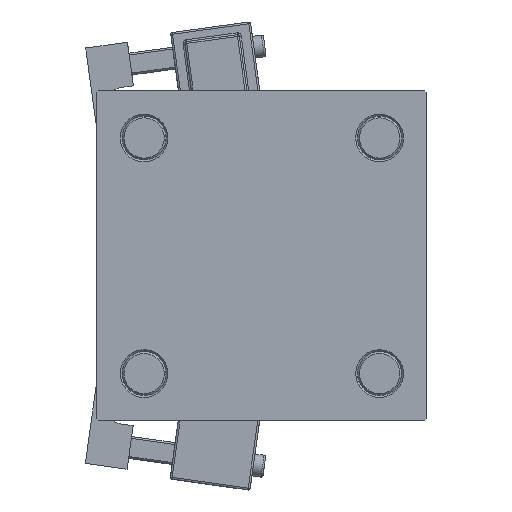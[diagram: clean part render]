
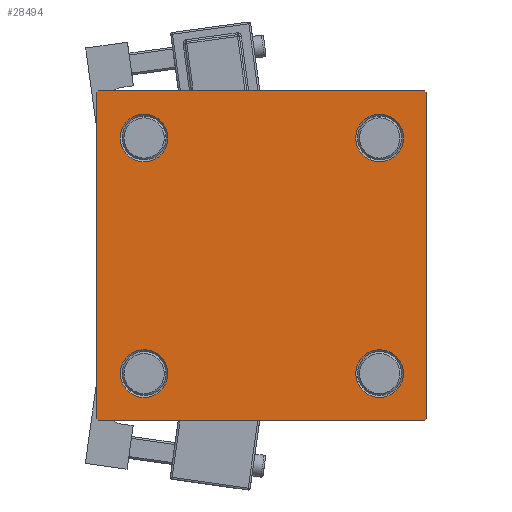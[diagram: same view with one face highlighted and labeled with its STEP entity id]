
A CAD part, left-side view. The second image highlights one B-rep face of the part: STEP entity #28494.
In plain terms, the highlighted planar face has unit normal (-1, 0, 0).
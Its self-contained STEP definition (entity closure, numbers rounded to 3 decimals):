
#38 = LINE ( 'NONE', #16069, #3383 ) ;
#153 = AXIS2_PLACEMENT_3D ( 'NONE', #37648, #18692, #17670 ) ;
#1300 = CARTESIAN_POINT ( 'NONE',  ( 0., -32.15, 25.65 ) ) ;
#1668 = VERTEX_POINT ( 'NONE', #12551 ) ;
#1941 = CARTESIAN_POINT ( 'NONE',  ( 0., 32.15, -38.65 ) ) ;
#1951 = PLANE ( 'NONE',  #39760 ) ;
#2151 = EDGE_CURVE ( 'NONE', #43530, #25198, #51084, .T. ) ;
#2452 = CARTESIAN_POINT ( 'NONE',  ( 0., -45., 45. ) ) ;
#2607 = CARTESIAN_POINT ( 'NONE',  ( 0., 32.15, -32.15 ) ) ;
#3383 = VECTOR ( 'NONE', #32094, 1000. ) ;
#3718 = ORIENTED_EDGE ( 'NONE', *, *, #6570, .T. ) ;
#4079 = DIRECTION ( 'NONE',  ( 1., 0., 0. ) ) ;
#4293 = DIRECTION ( 'NONE',  ( 1., 0., 0. ) ) ;
#4548 = CARTESIAN_POINT ( 'NONE',  ( 0., 32.15, 38.65 ) ) ;
#5125 = CARTESIAN_POINT ( 'NONE',  ( 0., 44.75, -44.75 ) ) ;
#5208 = CARTESIAN_POINT ( 'NONE',  ( 0., -32.15, -32.15 ) ) ;
#5891 = FACE_BOUND ( 'NONE', #21458, .T. ) ;
#6143 = DIRECTION ( 'NONE',  ( 0., 0., 1. ) ) ;
#6301 = DIRECTION ( 'NONE',  ( 0., -1., 0. ) ) ;
#6570 = EDGE_CURVE ( 'NONE', #51438, #48595, #21567, .T. ) ;
#6652 = EDGE_CURVE ( 'NONE', #51438, #46599, #38116, .T. ) ;
#6767 = CARTESIAN_POINT ( 'NONE',  ( 0., 32.15, 25.65 ) ) ;
#7176 = EDGE_LOOP ( 'NONE', ( #27391, #28081, #38888, #10006, #44299, #7617, #13721, #3718 ) ) ;
#7617 = ORIENTED_EDGE ( 'NONE', *, *, #40545, .T. ) ;
#7733 = ORIENTED_EDGE ( 'NONE', *, *, #23878, .T. ) ;
#8031 = VECTOR ( 'NONE', #10591, 1000. ) ;
#8180 = VECTOR ( 'NONE', #6301, 1000. ) ;
#8679 = VERTEX_POINT ( 'NONE', #46040 ) ;
#8869 = ORIENTED_EDGE ( 'NONE', *, *, #46669, .T. ) ;
#9978 = AXIS2_PLACEMENT_3D ( 'NONE', #38281, #10145, #33820 ) ;
#10006 = ORIENTED_EDGE ( 'NONE', *, *, #13067, .T. ) ;
#10145 = DIRECTION ( 'NONE',  ( 1., 0., 0. ) ) ;
#10591 = DIRECTION ( 'NONE',  ( 0., 0., -1. ) ) ;
#10605 = FACE_BOUND ( 'NONE', #43658, .T. ) ;
#10927 = ORIENTED_EDGE ( 'NONE', *, *, #39301, .T. ) ;
#11616 = EDGE_CURVE ( 'NONE', #43824, #51145, #36850, .T. ) ;
#12142 = CARTESIAN_POINT ( 'NONE',  ( 0., 45., 44.5 ) ) ;
#12207 = CIRCLE ( 'NONE', #39073, 6.5 ) ;
#12435 = DIRECTION ( 'NONE',  ( 0., 0., 1. ) ) ;
#12551 = CARTESIAN_POINT ( 'NONE',  ( 0., -32.15, -25.65 ) ) ;
#12618 = LINE ( 'NONE', #44175, #32758 ) ;
#12833 = CARTESIAN_POINT ( 'NONE',  ( 0., -44.5, 45. ) ) ;
#13067 = EDGE_CURVE ( 'NONE', #41512, #25198, #12618, .T. ) ;
#13089 = DIRECTION ( 'NONE',  ( 1., 0., 0. ) ) ;
#13721 = ORIENTED_EDGE ( 'NONE', *, *, #6652, .F. ) ;
#15112 = EDGE_CURVE ( 'NONE', #51145, #43824, #15290, .T. ) ;
#15290 = CIRCLE ( 'NONE', #43836, 6.5 ) ;
#16069 = CARTESIAN_POINT ( 'NONE',  ( 0., 45., -45. ) ) ;
#16671 = DIRECTION ( 'NONE',  ( 0., 0.707, 0.707 ) ) ;
#16682 = VERTEX_POINT ( 'NONE', #39516 ) ;
#17155 = CIRCLE ( 'NONE', #24724, 6.5 ) ;
#17193 = ORIENTED_EDGE ( 'NONE', *, *, #11616, .T. ) ;
#17355 = CIRCLE ( 'NONE', #40843, 6.5 ) ;
#17390 = CARTESIAN_POINT ( 'NONE',  ( 0., -32.15, 38.65 ) ) ;
#17644 = VERTEX_POINT ( 'NONE', #4548 ) ;
#17670 = DIRECTION ( 'NONE',  ( 0., 0., 1. ) ) ;
#18176 = CARTESIAN_POINT ( 'NONE',  ( 0., 44.5, -45. ) ) ;
#18532 = CARTESIAN_POINT ( 'NONE',  ( 0., 32.15, 32.15 ) ) ;
#18692 = DIRECTION ( 'NONE',  ( 1., 0., 0. ) ) ;
#20016 = EDGE_CURVE ( 'NONE', #8679, #22968, #25098, .T. ) ;
#20103 = DIRECTION ( 'NONE',  ( 0., 0., 1. ) ) ;
#20144 = VECTOR ( 'NONE', #21152, 1000. ) ;
#20354 = CARTESIAN_POINT ( 'NONE',  ( 0., -32.15, -32.15 ) ) ;
#21152 = DIRECTION ( 'NONE',  ( 0., -0.707, -0.707 ) ) ;
#21458 = EDGE_LOOP ( 'NONE', ( #8869, #44067 ) ) ;
#21507 = EDGE_CURVE ( 'NONE', #22968, #41512, #38, .T. ) ;
#21567 = LINE ( 'NONE', #22342, #30809 ) ;
#21790 = CARTESIAN_POINT ( 'NONE',  ( 0., 44.5, 45. ) ) ;
#21810 = EDGE_LOOP ( 'NONE', ( #48427, #17193 ) ) ;
#21929 = FACE_BOUND ( 'NONE', #48076, .T. ) ;
#22342 = CARTESIAN_POINT ( 'NONE',  ( 0., 44.75, 44.75 ) ) ;
#22445 = DIRECTION ( 'NONE',  ( -1., 0., 0. ) ) ;
#22946 = LINE ( 'NONE', #38974, #8031 ) ;
#22968 = VERTEX_POINT ( 'NONE', #18176 ) ;
#23114 = CARTESIAN_POINT ( 'NONE',  ( 0., -32.15, -38.65 ) ) ;
#23256 = CIRCLE ( 'NONE', #50136, 6.5 ) ;
#23422 = ORIENTED_EDGE ( 'NONE', *, *, #39697, .T. ) ;
#23878 = EDGE_CURVE ( 'NONE', #50500, #17644, #46339, .T. ) ;
#23927 = CARTESIAN_POINT ( 'NONE',  ( 0., -45., 44.5 ) ) ;
#24266 = CARTESIAN_POINT ( 'NONE',  ( 0., 32.15, -32.15 ) ) ;
#24724 = AXIS2_PLACEMENT_3D ( 'NONE', #20354, #4079, #20103 ) ;
#24774 = CARTESIAN_POINT ( 'NONE',  ( 0., -45., -44.5 ) ) ;
#25098 = LINE ( 'NONE', #5125, #20144 ) ;
#25198 = VERTEX_POINT ( 'NONE', #24774 ) ;
#27033 = DIRECTION ( 'NONE',  ( 1., 0., 0. ) ) ;
#27391 = ORIENTED_EDGE ( 'NONE', *, *, #50832, .T. ) ;
#28081 = ORIENTED_EDGE ( 'NONE', *, *, #20016, .T. ) ;
#28494 = ADVANCED_FACE ( 'NONE', ( #30326, #5891, #21929, #10605, #37959 ), #1951, .T. ) ;
#29720 = AXIS2_PLACEMENT_3D ( 'NONE', #5208, #13089, #41472 ) ;
#30326 = FACE_BOUND ( 'NONE', #21810, .T. ) ;
#30809 = VECTOR ( 'NONE', #37606, 1000. ) ;
#32094 = DIRECTION ( 'NONE',  ( 0., -1., 0. ) ) ;
#32758 = VECTOR ( 'NONE', #48388, 1000. ) ;
#32804 = VERTEX_POINT ( 'NONE', #23114 ) ;
#32955 = LINE ( 'NONE', #48998, #47614 ) ;
#33215 = CARTESIAN_POINT ( 'NONE',  ( 0., -32.15, 32.15 ) ) ;
#33820 = DIRECTION ( 'NONE',  ( 0., 0., 1. ) ) ;
#34015 = CARTESIAN_POINT ( 'NONE',  ( 0., 0., 0. ) ) ;
#34257 = DIRECTION ( 'NONE',  ( 0., 0., 1. ) ) ;
#34566 = DIRECTION ( 'NONE',  ( 1., 0., 0. ) ) ;
#35302 = DIRECTION ( 'NONE',  ( 0., 0., -1. ) ) ;
#36850 = CIRCLE ( 'NONE', #9978, 6.5 ) ;
#37111 = EDGE_CURVE ( 'NONE', #17644, #50500, #12207, .T. ) ;
#37160 = DIRECTION ( 'NONE',  ( 1., 0., 0. ) ) ;
#37410 = VECTOR ( 'NONE', #35302, 1000. ) ;
#37606 = DIRECTION ( 'NONE',  ( 0., 0.707, -0.707 ) ) ;
#37648 = CARTESIAN_POINT ( 'NONE',  ( 0., 32.15, 32.15 ) ) ;
#37959 = FACE_OUTER_BOUND ( 'NONE', #7176, .T. ) ;
#38116 = LINE ( 'NONE', #42313, #8180 ) ;
#38281 = CARTESIAN_POINT ( 'NONE',  ( 0., -32.15, 32.15 ) ) ;
#38888 = ORIENTED_EDGE ( 'NONE', *, *, #21507, .T. ) ;
#38974 = CARTESIAN_POINT ( 'NONE',  ( 0., 45., 45. ) ) ;
#39073 = AXIS2_PLACEMENT_3D ( 'NONE', #18532, #34566, #50610 ) ;
#39301 = EDGE_CURVE ( 'NONE', #16682, #42385, #17355, .T. ) ;
#39516 = CARTESIAN_POINT ( 'NONE',  ( 0., 32.15, -25.65 ) ) ;
#39697 = EDGE_CURVE ( 'NONE', #42385, #16682, #23256, .T. ) ;
#39760 = AXIS2_PLACEMENT_3D ( 'NONE', #34015, #22445, #6143 ) ;
#40545 = EDGE_CURVE ( 'NONE', #43530, #46599, #32955, .T. ) ;
#40634 = CIRCLE ( 'NONE', #29720, 6.5 ) ;
#40843 = AXIS2_PLACEMENT_3D ( 'NONE', #2607, #27033, #42552 ) ;
#41472 = DIRECTION ( 'NONE',  ( 0., 0., 1. ) ) ;
#41512 = VERTEX_POINT ( 'NONE', #42655 ) ;
#42313 = CARTESIAN_POINT ( 'NONE',  ( 0., 45., 45. ) ) ;
#42385 = VERTEX_POINT ( 'NONE', #1941 ) ;
#42552 = DIRECTION ( 'NONE',  ( 0., 0., 1. ) ) ;
#42655 = CARTESIAN_POINT ( 'NONE',  ( 0., -44.5, -45. ) ) ;
#43530 = VERTEX_POINT ( 'NONE', #23927 ) ;
#43658 = EDGE_LOOP ( 'NONE', ( #50145, #7733 ) ) ;
#43824 = VERTEX_POINT ( 'NONE', #1300 ) ;
#43836 = AXIS2_PLACEMENT_3D ( 'NONE', #33215, #37160, #34257 ) ;
#44067 = ORIENTED_EDGE ( 'NONE', *, *, #48172, .T. ) ;
#44175 = CARTESIAN_POINT ( 'NONE',  ( 0., -44.75, -44.75 ) ) ;
#44299 = ORIENTED_EDGE ( 'NONE', *, *, #2151, .F. ) ;
#46040 = CARTESIAN_POINT ( 'NONE',  ( 0., 45., -44.5 ) ) ;
#46339 = CIRCLE ( 'NONE', #153, 6.5 ) ;
#46599 = VERTEX_POINT ( 'NONE', #12833 ) ;
#46669 = EDGE_CURVE ( 'NONE', #1668, #32804, #40634, .T. ) ;
#47614 = VECTOR ( 'NONE', #16671, 1000. ) ;
#48076 = EDGE_LOOP ( 'NONE', ( #10927, #23422 ) ) ;
#48172 = EDGE_CURVE ( 'NONE', #32804, #1668, #17155, .T. ) ;
#48388 = DIRECTION ( 'NONE',  ( 0., -0.707, 0.707 ) ) ;
#48427 = ORIENTED_EDGE ( 'NONE', *, *, #15112, .T. ) ;
#48595 = VERTEX_POINT ( 'NONE', #12142 ) ;
#48998 = CARTESIAN_POINT ( 'NONE',  ( 0., -44.75, 44.75 ) ) ;
#50136 = AXIS2_PLACEMENT_3D ( 'NONE', #24266, #4293, #12435 ) ;
#50145 = ORIENTED_EDGE ( 'NONE', *, *, #37111, .T. ) ;
#50500 = VERTEX_POINT ( 'NONE', #6767 ) ;
#50610 = DIRECTION ( 'NONE',  ( 0., 0., 1. ) ) ;
#50832 = EDGE_CURVE ( 'NONE', #48595, #8679, #22946, .T. ) ;
#51084 = LINE ( 'NONE', #2452, #37410 ) ;
#51145 = VERTEX_POINT ( 'NONE', #17390 ) ;
#51438 = VERTEX_POINT ( 'NONE', #21790 ) ;
